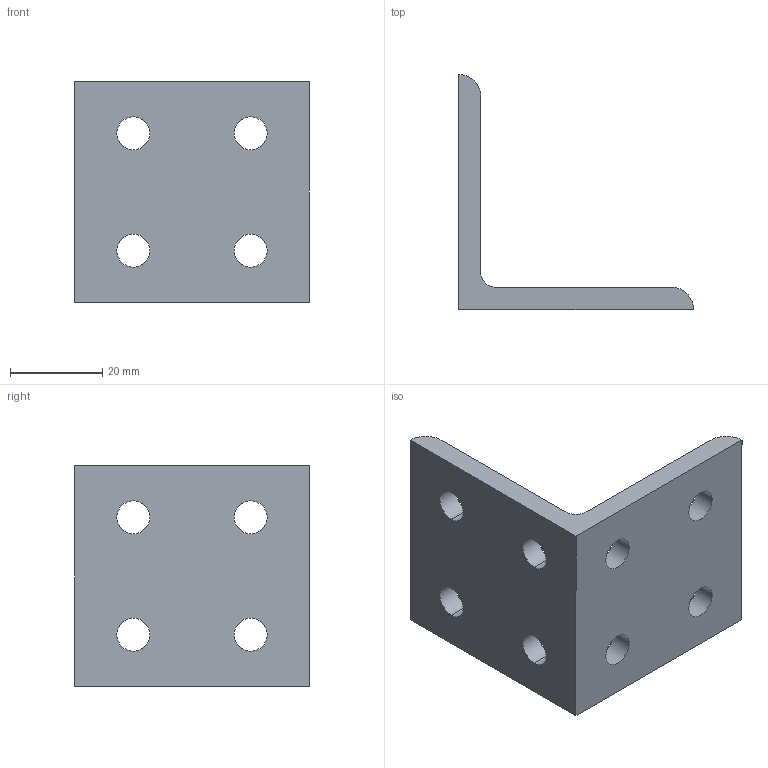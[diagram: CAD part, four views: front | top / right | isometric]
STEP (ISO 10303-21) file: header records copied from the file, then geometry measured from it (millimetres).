
FILE_DESCRIPTION (( 'STEP AP203' ), '1' );
FILE_NAME ('47065T484_T-Slotted Framing.STEP', '2021-09-10T05:14:06', ( 'Administrator' ), ( 'Managed by Terraform' ), 'SwSTEP 2.0', 'SolidWorks 2017', '' );
FILE_SCHEMA (( 'CONFIG_CONTROL_DESIGN' ));
Length unit declared in the file: inch
Products named in the file (1): 47065T484_T-Slotted Framing
Bounding box: 50.8 x 50.8 x 47.62 mm (x, y, z)
Volume: 20130.7 mm3; surface area: 10543.8 mm2
Topology: 1 solids, 1 shells, 27 faces, 75 edges, 50 vertices
Faces by surface type: cylinder 19, plane 8
Entity records: 998 total; most frequent: DIRECTION 169, CARTESIAN_POINT 153, ORIENTED_EDGE 150, EDGE_CURVE 75, AXIS2_PLACEMENT_3D 66, VERTEX_POINT 50, EDGE_LOOP 43, CIRCLE 38
